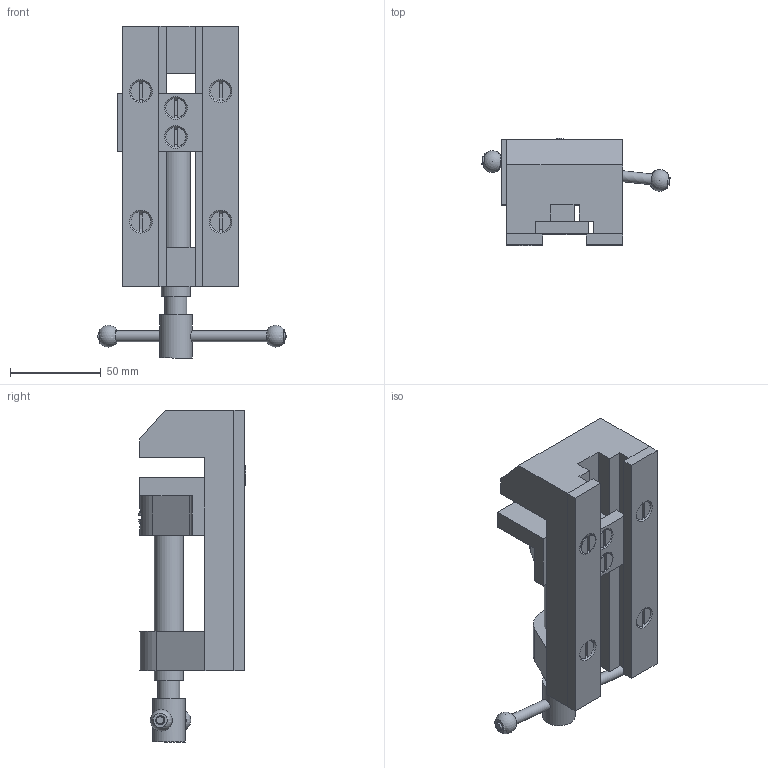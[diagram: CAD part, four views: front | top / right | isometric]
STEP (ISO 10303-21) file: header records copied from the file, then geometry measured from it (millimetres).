
FILE_DESCRIPTION(/* description */ (''),/* implementation_level */ '2;1');
FILE_NAME(/* name */ 'montagem_teste.stp',/* time_stamp */ '2022-03-20T17:55:44-03:00',/* author */ ('Korch'),/* organization */ (''),/* preprocessor_version */ 'ST-DEVELOPER v18.1',/* originating_system */ 'Autodesk Inventor 2022',/* authorisation */ '');
FILE_SCHEMA (('AUTOMOTIVE_DESIGN { 1 0 10303 214 3 1 1 }'));
Length unit declared in the file: millimetre
Products named in the file (10): montagem_teste; morsa_body; haste_roscada; mordente_movel; parafuso_de_trava; grampo_trava; chapa_base; manipulo; esfera; DIN 963 - M6 x 16
Assembly tree (16 placements, depth 2):
  montagem_teste
    morsa_body
    haste_roscada
    mordente_movel
    parafuso_de_trava
    grampo_trava
    chapa_base  x2
    manipulo
    esfera  x2
    DIN 963 - M6 x 16  x6
Bounding box: 103.8 x 59.49 x 183.25 mm (x, y, z)
Volume: 301787.8 mm3; surface area: 81965.3 mm2
Topology: 16 solids, 16 shells, 200 faces, 457 edges, 299 vertices
Faces by surface type: plane 116, cylinder 54, cone 27, sphere 3
Full cylindrical faces by diameter (mm): 4 x5, 4.522 x1, 4.917 x7, 6 x9, 6.6 x6, 8 x1, 10 x1, 10.5 x1, 12 x4, 13.835 x1, 16 x1, 18 x1
Entity records: 4247 total; most frequent: CARTESIAN_POINT 779, DIRECTION 676, ORIENTED_EDGE 570, EDGE_CURVE 285, AXIS2_PLACEMENT_3D 246, VERTEX_POINT 191, LINE 184, VECTOR 184
